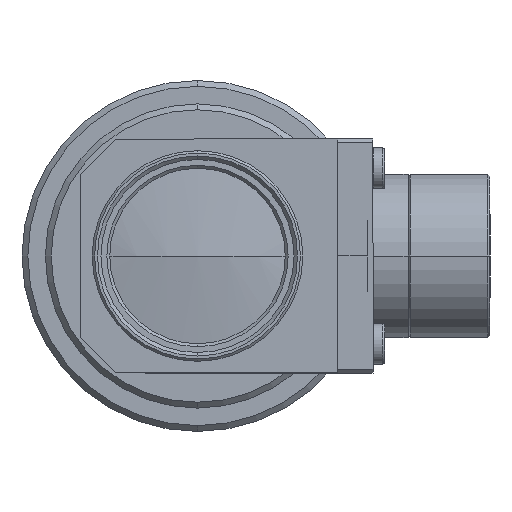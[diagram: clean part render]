
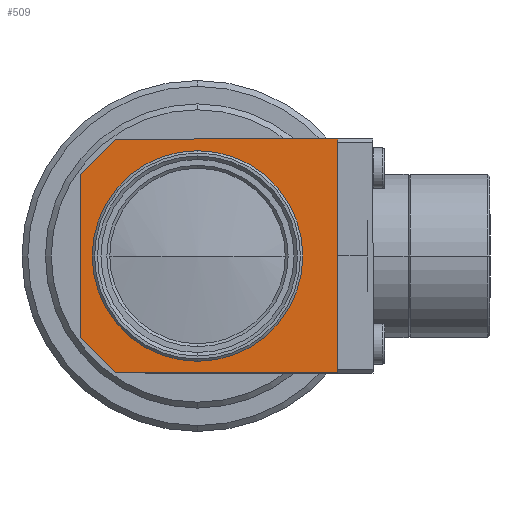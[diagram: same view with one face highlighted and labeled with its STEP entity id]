
A CAD part, left-side view. The second image highlights one B-rep face of the part: STEP entity #509.
In plain terms, the highlighted planar face has unit normal (-1, 0, 0).
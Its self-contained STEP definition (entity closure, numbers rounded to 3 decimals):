
#21 = VERTEX_POINT ( 'NONE', #3082 ) ;
#122 = CARTESIAN_POINT ( 'NONE',  ( -90.46, 10., 0. ) ) ;
#128 = LINE ( 'NONE', #2185, #1043 ) ;
#141 = CARTESIAN_POINT ( 'NONE',  ( -90.46, 0., 0. ) ) ;
#157 = EDGE_CURVE ( 'NONE', #2825, #1775, #128, .T. ) ;
#282 = DIRECTION ( 'NONE',  ( 0., 0., 1. ) ) ;
#486 = CARTESIAN_POINT ( 'NONE',  ( -90.46, 7., 10. ) ) ;
#495 = VECTOR ( 'NONE', #3543, 1000. ) ;
#509 = ADVANCED_FACE ( 'NONE', ( #1518 ), #4995, .F. ) ;
#570 = CARTESIAN_POINT ( 'NONE',  ( -90.46, 10., -7. ) ) ;
#573 = VECTOR ( 'NONE', #2444, 1000. ) ;
#684 = VECTOR ( 'NONE', #282, 1000. ) ;
#798 = VERTEX_POINT ( 'NONE', #3922 ) ;
#868 = VECTOR ( 'NONE', #4537, 1000. ) ;
#1008 = ORIENTED_EDGE ( 'NONE', *, *, #4071, .T. ) ;
#1043 = VECTOR ( 'NONE', #4551, 1000. ) ;
#1074 = EDGE_CURVE ( 'NONE', #5044, #21, #3666, .T. ) ;
#1112 = EDGE_CURVE ( 'NONE', #798, #5044, #2606, .T. ) ;
#1307 = CARTESIAN_POINT ( 'NONE',  ( -90.46, -12., -10. ) ) ;
#1518 = FACE_OUTER_BOUND ( 'NONE', #3746, .T. ) ;
#1535 = ORIENTED_EDGE ( 'NONE', *, *, #4483, .T. ) ;
#1682 = CARTESIAN_POINT ( 'NONE',  ( -90.46, 10., 7. ) ) ;
#1775 = VERTEX_POINT ( 'NONE', #486 ) ;
#1797 = CARTESIAN_POINT ( 'NONE',  ( -90.46, 8.5, -8.5 ) ) ;
#1859 = DIRECTION ( 'NONE',  ( 1., 0., 0. ) ) ;
#1894 = ORIENTED_EDGE ( 'NONE', *, *, #1112, .T. ) ;
#2185 = CARTESIAN_POINT ( 'NONE',  ( -90.46, 8.5, 8.5 ) ) ;
#2377 = CARTESIAN_POINT ( 'NONE',  ( -90.46, 0., 10. ) ) ;
#2444 = DIRECTION ( 'NONE',  ( 0., 0., -1. ) ) ;
#2467 = AXIS2_PLACEMENT_3D ( 'NONE', #141, #1859, #4610 ) ;
#2489 = VECTOR ( 'NONE', #4964, 1000. ) ;
#2606 = LINE ( 'NONE', #2984, #2489 ) ;
#2825 = VERTEX_POINT ( 'NONE', #1682 ) ;
#2857 = LINE ( 'NONE', #122, #573 ) ;
#2984 = CARTESIAN_POINT ( 'NONE',  ( -90.46, 0., -10. ) ) ;
#3082 = CARTESIAN_POINT ( 'NONE',  ( -90.46, -12., 10. ) ) ;
#3301 = EDGE_CURVE ( 'NONE', #21, #1775, #4640, .T. ) ;
#3383 = CARTESIAN_POINT ( 'NONE',  ( -90.46, -12., 0. ) ) ;
#3442 = ORIENTED_EDGE ( 'NONE', *, *, #1074, .T. ) ;
#3543 = DIRECTION ( 'NONE',  ( 0., 1., 0. ) ) ;
#3666 = LINE ( 'NONE', #3383, #684 ) ;
#3746 = EDGE_LOOP ( 'NONE', ( #1894, #3442, #4432, #4672, #1535, #1008 ) ) ;
#3922 = CARTESIAN_POINT ( 'NONE',  ( -90.46, 7., -10. ) ) ;
#3983 = LINE ( 'NONE', #1797, #868 ) ;
#3997 = VERTEX_POINT ( 'NONE', #570 ) ;
#4071 = EDGE_CURVE ( 'NONE', #3997, #798, #3983, .T. ) ;
#4432 = ORIENTED_EDGE ( 'NONE', *, *, #3301, .T. ) ;
#4483 = EDGE_CURVE ( 'NONE', #2825, #3997, #2857, .T. ) ;
#4537 = DIRECTION ( 'NONE',  ( 0., -0.707, -0.707 ) ) ;
#4551 = DIRECTION ( 'NONE',  ( 0., -0.707, 0.707 ) ) ;
#4610 = DIRECTION ( 'NONE',  ( 0., 0., 1. ) ) ;
#4640 = LINE ( 'NONE', #2377, #495 ) ;
#4672 = ORIENTED_EDGE ( 'NONE', *, *, #157, .F. ) ;
#4964 = DIRECTION ( 'NONE',  ( 0., -1., 0. ) ) ;
#4995 = PLANE ( 'NONE',  #2467 ) ;
#5044 = VERTEX_POINT ( 'NONE', #1307 ) ;
